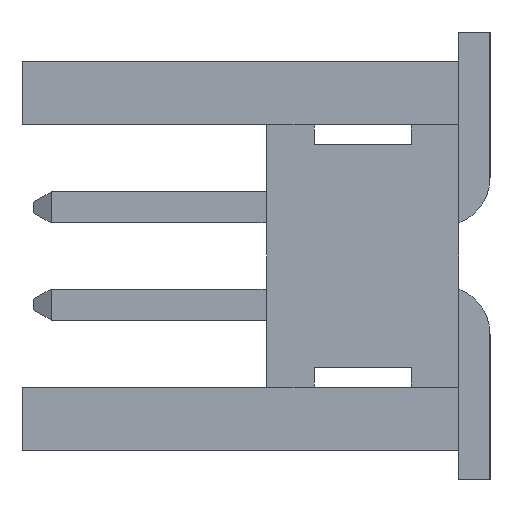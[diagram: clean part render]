
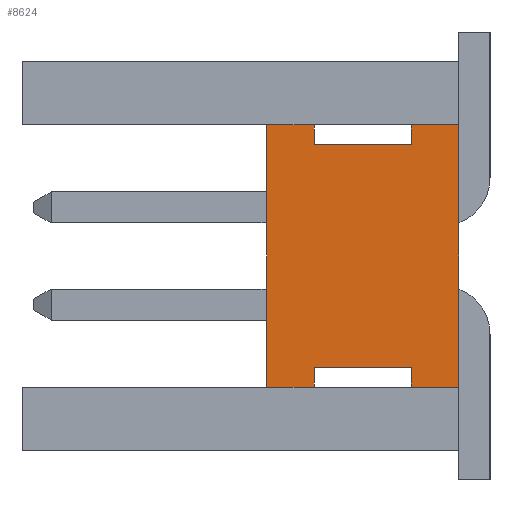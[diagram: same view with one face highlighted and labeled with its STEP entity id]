
A CAD part, left-side view. The second image highlights one B-rep face of the part: STEP entity #8624.
In plain terms, the highlighted planar face has unit normal (-1, 0, 0).
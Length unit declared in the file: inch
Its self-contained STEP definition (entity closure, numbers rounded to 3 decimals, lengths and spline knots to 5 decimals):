
#2025=ORIENTED_EDGE('',*,*,#3547,.F.);
#2026=ORIENTED_EDGE('',*,*,#3548,.F.);
#2027=ORIENTED_EDGE('',*,*,#3438,.T.);
#2028=ORIENTED_EDGE('',*,*,#3549,.T.);
#2029=ORIENTED_EDGE('',*,*,#3429,.F.);
#2030=ORIENTED_EDGE('',*,*,#3550,.F.);
#2031=ORIENTED_EDGE('',*,*,#3551,.F.);
#2032=ORIENTED_EDGE('',*,*,#3552,.F.);
#2033=ORIENTED_EDGE('',*,*,#3434,.F.);
#2034=ORIENTED_EDGE('',*,*,#3553,.F.);
#2035=ORIENTED_EDGE('',*,*,#3442,.T.);
#2036=ORIENTED_EDGE('',*,*,#3554,.F.);
#3429=EDGE_CURVE('',#4323,#4324,#5385,.T.);
#3434=EDGE_CURVE('',#4327,#4326,#5390,.T.);
#3438=EDGE_CURVE('',#4329,#4331,#5394,.T.);
#3442=EDGE_CURVE('',#4333,#4335,#5398,.T.);
#3547=EDGE_CURVE('',#4408,#4409,#5503,.T.);
#3548=EDGE_CURVE('',#4329,#4408,#5504,.T.);
#3549=EDGE_CURVE('',#4331,#4324,#5505,.T.);
#3550=EDGE_CURVE('',#4410,#4323,#5506,.T.);
#3551=EDGE_CURVE('',#4411,#4410,#5507,.T.);
#3552=EDGE_CURVE('',#4326,#4411,#5508,.T.);
#3553=EDGE_CURVE('',#4333,#4327,#5509,.T.);
#3554=EDGE_CURVE('',#4409,#4335,#5510,.T.);
#4323=VERTEX_POINT('',#13197);
#4324=VERTEX_POINT('',#13199);
#4326=VERTEX_POINT('',#13204);
#4327=VERTEX_POINT('',#13207);
#4329=VERTEX_POINT('',#13212);
#4331=VERTEX_POINT('',#13216);
#4333=VERTEX_POINT('',#13221);
#4335=VERTEX_POINT('',#13225);
#4408=VERTEX_POINT('',#13439);
#4409=VERTEX_POINT('',#13440);
#4410=VERTEX_POINT('',#13444);
#4411=VERTEX_POINT('',#13446);
#5385=LINE('',#13198,#6561);
#5390=LINE('',#13208,#6566);
#5394=LINE('',#13217,#6570);
#5398=LINE('',#13226,#6574);
#5503=LINE('',#13438,#6679);
#5504=LINE('',#13441,#6680);
#5505=LINE('',#13442,#6681);
#5506=LINE('',#13443,#6682);
#5507=LINE('',#13445,#6683);
#5508=LINE('',#13447,#6684);
#5509=LINE('',#13448,#6685);
#5510=LINE('',#13449,#6686);
#6561=VECTOR('',#10834,39.37008);
#6566=VECTOR('',#10841,39.37008);
#6570=VECTOR('',#10847,39.37008);
#6574=VECTOR('',#10853,39.37008);
#6679=VECTOR('',#11028,39.37008);
#6680=VECTOR('',#11029,39.37008);
#6681=VECTOR('',#11030,39.37008);
#6682=VECTOR('',#11031,39.37008);
#6683=VECTOR('',#11032,39.37008);
#6684=VECTOR('',#11033,39.37008);
#6685=VECTOR('',#11034,39.37008);
#6686=VECTOR('',#11035,39.37008);
#7242=EDGE_LOOP('',(#2025,#2026,#2027,#2028,#2029,#2030,#2031,#2032,#2033,
#2034,#2035,#2036));
#7720=FACE_BOUND('',#7242,.T.);
#8178=PLANE('',#9150);
#8624=ADVANCED_FACE('',(#7720),#8178,.F.);
#9150=AXIS2_PLACEMENT_3D('',#13437,#11026,#11027);
#10834=DIRECTION('',(0.,-1.,0.));
#10841=DIRECTION('',(0.,-1.,0.));
#10847=DIRECTION('',(0.,-1.,0.));
#10853=DIRECTION('',(0.,-1.,0.));
#11026=DIRECTION('',(1.,0.,0.));
#11027=DIRECTION('',(0.,0.,-1.));
#11028=DIRECTION('',(0.,1.,0.));
#11029=DIRECTION('',(0.,0.,1.));
#11030=DIRECTION('',(0.,0.,1.));
#11031=DIRECTION('',(0.,0.,1.));
#11032=DIRECTION('',(0.,-1.,0.));
#11033=DIRECTION('',(0.,0.,-1.));
#11034=DIRECTION('',(0.,0.,1.));
#11035=DIRECTION('',(0.,0.,-1.));
#13197=CARTESIAN_POINT('',(-0.25,0.0245,0.0675));
#13198=CARTESIAN_POINT('',(-0.25,0.099,0.0675));
#13199=CARTESIAN_POINT('',(-0.25,0.,0.0675));
#13204=CARTESIAN_POINT('',(-0.25,0.0745,0.0675));
#13207=CARTESIAN_POINT('',(-0.25,0.099,0.0675));
#13208=CARTESIAN_POINT('',(-0.25,0.099,0.0675));
#13212=CARTESIAN_POINT('',(-0.25,0.0245,-0.0675));
#13216=CARTESIAN_POINT('',(-0.25,0.,-0.0675));
#13217=CARTESIAN_POINT('',(-0.25,0.099,-0.0675));
#13221=CARTESIAN_POINT('',(-0.25,0.099,-0.0675));
#13225=CARTESIAN_POINT('',(-0.25,0.0745,-0.0675));
#13226=CARTESIAN_POINT('',(-0.25,0.099,-0.0675));
#13437=CARTESIAN_POINT('',(-0.25,0.099,-0.0675));
#13438=CARTESIAN_POINT('',(-0.25,0.0245,-0.0575));
#13439=CARTESIAN_POINT('',(-0.25,0.0245,-0.0575));
#13440=CARTESIAN_POINT('',(-0.25,0.0745,-0.0575));
#13441=CARTESIAN_POINT('',(-0.25,0.0245,-0.0675));
#13442=CARTESIAN_POINT('',(-0.25,0.,-0.0675));
#13443=CARTESIAN_POINT('',(-0.25,0.0245,0.0575));
#13444=CARTESIAN_POINT('',(-0.25,0.0245,0.0575));
#13445=CARTESIAN_POINT('',(-0.25,0.0745,0.0575));
#13446=CARTESIAN_POINT('',(-0.25,0.0745,0.0575));
#13447=CARTESIAN_POINT('',(-0.25,0.0745,0.0675));
#13448=CARTESIAN_POINT('',(-0.25,0.099,-0.0675));
#13449=CARTESIAN_POINT('',(-0.25,0.0745,-0.0575));
